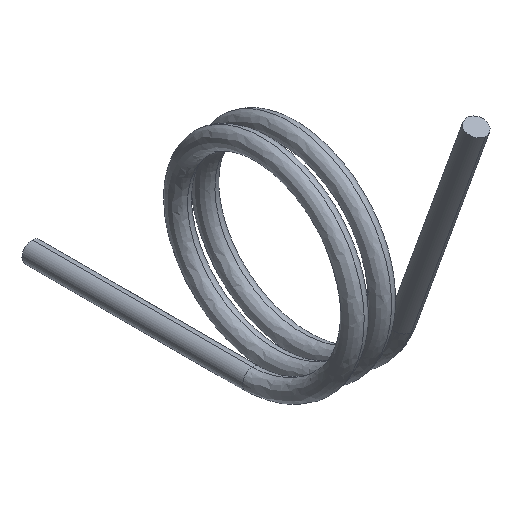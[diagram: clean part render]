
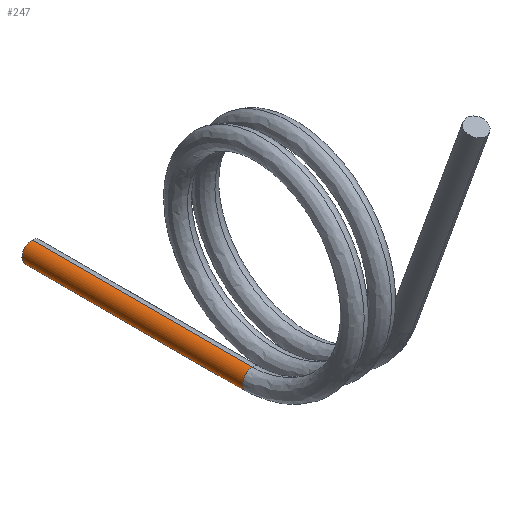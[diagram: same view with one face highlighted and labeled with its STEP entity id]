
A CAD part, isometric view. The second image highlights one B-rep face of the part: STEP entity #247.
In plain terms, the highlighted cylindrical face has radius 0.5 mm (diameter 1 mm), a partial arc.
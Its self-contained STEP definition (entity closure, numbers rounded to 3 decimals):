
#1 = EDGE_CURVE ( 'NONE', #859, #1044, #1095, .T. ) ;
#18 = CIRCLE ( 'NONE', #242, 0.5 ) ;
#38 = DIRECTION ( 'NONE',  ( 0., 1., 0. ) ) ;
#72 = EDGE_CURVE ( 'NONE', #955, #1044, #342, .T. ) ;
#79 = CARTESIAN_POINT ( 'NONE',  ( 0., 0., -5.25 ) ) ;
#91 = ORIENTED_EDGE ( 'NONE', *, *, #334, .T. ) ;
#147 = CARTESIAN_POINT ( 'NONE',  ( 0., 0., -4.75 ) ) ;
#184 = CARTESIAN_POINT ( 'NONE',  ( 0., 0., -4.25 ) ) ;
#209 = AXIS2_PLACEMENT_3D ( 'NONE', #666, #398, #758 ) ;
#242 = AXIS2_PLACEMENT_3D ( 'NONE', #147, #512, #894 ) ;
#247 = ADVANCED_FACE ( 'NONE', ( #487 ), #1120, .T. ) ;
#274 = EDGE_LOOP ( 'NONE', ( #635, #91, #772, #825 ) ) ;
#282 = DIRECTION ( 'NONE',  ( 0., 1., 0. ) ) ;
#306 = AXIS2_PLACEMENT_3D ( 'NONE', #587, #38, #677 ) ;
#321 = DIRECTION ( 'NONE',  ( 0., 1., 0. ) ) ;
#334 = EDGE_CURVE ( 'NONE', #999, #859, #18, .T. ) ;
#342 = CIRCLE ( 'NONE', #306, 0.5 ) ;
#359 = CARTESIAN_POINT ( 'NONE',  ( 0., 11., -5.25 ) ) ;
#398 = DIRECTION ( 'NONE',  ( 0., 1., 0. ) ) ;
#487 = FACE_OUTER_BOUND ( 'NONE', #274, .T. ) ;
#505 = VECTOR ( 'NONE', #321, 1000. ) ;
#508 = LINE ( 'NONE', #1138, #505 ) ;
#512 = DIRECTION ( 'NONE',  ( -0.046, 0.999, 0. ) ) ;
#547 = EDGE_CURVE ( 'NONE', #999, #955, #508, .T. ) ;
#587 = CARTESIAN_POINT ( 'NONE',  ( 0., 11., -4.75 ) ) ;
#635 = ORIENTED_EDGE ( 'NONE', *, *, #547, .F. ) ;
#666 = CARTESIAN_POINT ( 'NONE',  ( 0., 0., -4.75 ) ) ;
#677 = DIRECTION ( 'NONE',  ( 0., 0., 1. ) ) ;
#706 = CARTESIAN_POINT ( 'NONE',  ( 0., 11., -4.25 ) ) ;
#758 = DIRECTION ( 'NONE',  ( 0., 0., 1. ) ) ;
#772 = ORIENTED_EDGE ( 'NONE', *, *, #1, .T. ) ;
#825 = ORIENTED_EDGE ( 'NONE', *, *, #72, .F. ) ;
#837 = VECTOR ( 'NONE', #282, 1000. ) ;
#859 = VERTEX_POINT ( 'NONE', #1057 ) ;
#894 = DIRECTION ( 'NONE',  ( 0., 0., 1. ) ) ;
#955 = VERTEX_POINT ( 'NONE', #359 ) ;
#999 = VERTEX_POINT ( 'NONE', #79 ) ;
#1044 = VERTEX_POINT ( 'NONE', #706 ) ;
#1057 = CARTESIAN_POINT ( 'NONE',  ( 0., 0., -4.25 ) ) ;
#1095 = LINE ( 'NONE', #184, #837 ) ;
#1120 = CYLINDRICAL_SURFACE ( 'NONE', #209, 0.5 ) ;
#1138 = CARTESIAN_POINT ( 'NONE',  ( 0., 0., -5.25 ) ) ;
